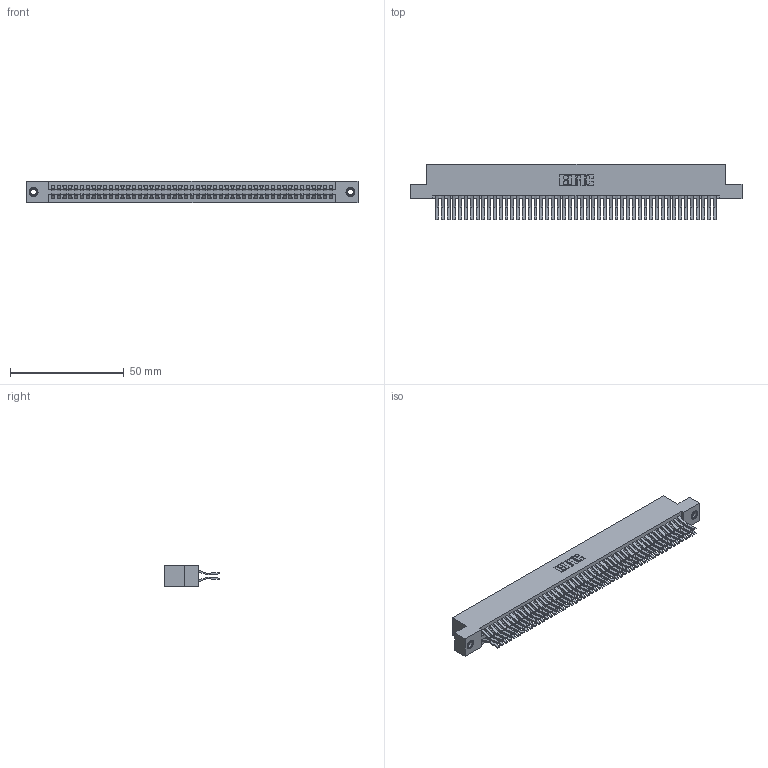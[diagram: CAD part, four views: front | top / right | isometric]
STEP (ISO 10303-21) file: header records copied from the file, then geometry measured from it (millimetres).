
FILE_DESCRIPTION (( 'STEP AP203' ), '1' );
FILE_NAME ('395-098-560-207.STEP', '2018-11-29T23:06:48', ( '' ), ( '' ), 'SwSTEP 2.0', 'SolidWorks 2016', '' );
FILE_SCHEMA (( 'CONFIG_CONTROL_DESIGN' ));
Length unit declared in the file: inch
Products named in the file (4): 345-292-001_560 Tail; 345 Part_Flush Mounting Lugs - 0.156 Dia-TI; 395-098-560-207; 345-250-001_345-250-005-103
Assembly tree (101 placements, depth 2):
  395-098-560-207
    345 Part_Flush Mounting Lugs - 0.156 Dia-TI
    345-292-001_560 Tail  x98
    345-250-001_345-250-005-103  x2
Bounding box: 145.67 x 24.45 x 9.4 mm (x, y, z)
Volume: 14844.2 mm3; surface area: 23757.8 mm2
Topology: 101 solids, 101 shells, 5282 faces, 15667 edges, 10306 vertices
Faces by surface type: plane 3346, cylinder 1920, cone 12, torus 4
Entity records: 38778 total; most frequent: CARTESIAN_POINT 6475, ORIENTED_EDGE 6402, DIRECTION 5731, EDGE_CURVE 3201, LINE 2849, VECTOR 2849, VERTEX_POINT 2128, AXIS2_PLACEMENT_3D 1441
